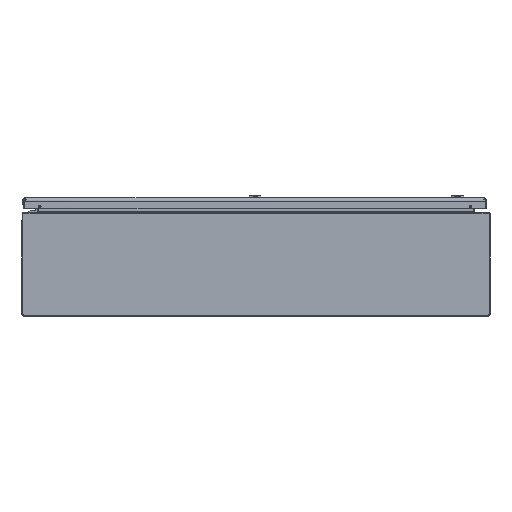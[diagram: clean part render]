
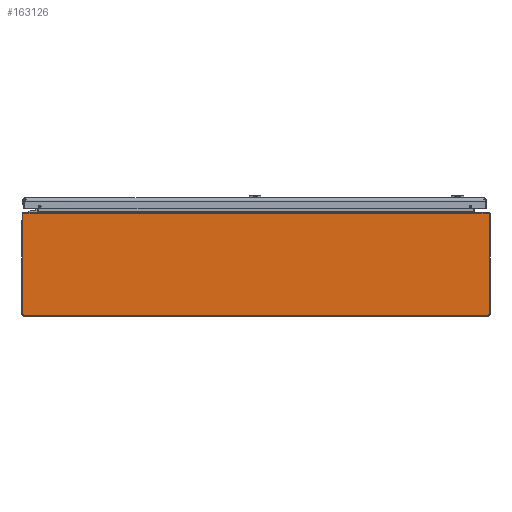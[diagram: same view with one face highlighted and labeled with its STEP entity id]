
A CAD part, front view. The second image highlights one B-rep face of the part: STEP entity #163126.
In plain terms, the highlighted planar face has unit normal (0, -1, 0).
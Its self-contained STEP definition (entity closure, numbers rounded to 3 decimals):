
#849 = VERTEX_POINT ( 'NONE', #3875 ) ;
#1693 = VERTEX_POINT ( 'NONE', #163884 ) ;
#3875 = CARTESIAN_POINT ( 'NONE',  ( 16.823, -24., 3.937 ) ) ;
#4558 = DIRECTION ( 'NONE',  ( 0., 1., 0. ) ) ;
#4665 = CARTESIAN_POINT ( 'NONE',  ( -16.798, -24., 3.883 ) ) ;
#6679 = CARTESIAN_POINT ( 'NONE',  ( -17.937, -24., -3.857 ) ) ;
#9375 = ORIENTED_EDGE ( 'NONE', *, *, #51407, .T. ) ;
#11409 = DIRECTION ( 'NONE',  ( -0.174, 0., -0.985 ) ) ;
#13277 = VERTEX_POINT ( 'NONE', #43608 ) ;
#14523 = ORIENTED_EDGE ( 'NONE', *, *, #125707, .F. ) ;
#15263 = EDGE_CURVE ( 'NONE', #116208, #13277, #190162, .T. ) ;
#16821 = DIRECTION ( 'NONE',  ( 0., 0., -1. ) ) ;
#17821 = VECTOR ( 'NONE', #76052, 39.37 ) ;
#18180 = EDGE_CURVE ( 'NONE', #149217, #64508, #112550, .T. ) ;
#18207 = DIRECTION ( 'NONE',  ( 0., 0., -1. ) ) ;
#19954 = CARTESIAN_POINT ( 'NONE',  ( 0., -24., 3.883 ) ) ;
#20167 = CARTESIAN_POINT ( 'NONE',  ( 17.937, -24., 0. ) ) ;
#21101 = CARTESIAN_POINT ( 'NONE',  ( 16.798, -24., 3.883 ) ) ;
#21912 = AXIS2_PLACEMENT_3D ( 'NONE', #192680, #72507, #16821 ) ;
#26428 = VECTOR ( 'NONE', #18207, 39.37 ) ;
#26785 = EDGE_CURVE ( 'NONE', #152214, #106156, #49972, .T. ) ;
#28101 = AXIS2_PLACEMENT_3D ( 'NONE', #49847, #126305, #185908 ) ;
#28793 = AXIS2_PLACEMENT_3D ( 'NONE', #85968, #149455, #118671 ) ;
#32172 = ORIENTED_EDGE ( 'NONE', *, *, #90026, .F. ) ;
#35089 = LINE ( 'NONE', #97642, #167055 ) ;
#36281 = DIRECTION ( 'NONE',  ( 0., 0., -1. ) ) ;
#36895 = AXIS2_PLACEMENT_3D ( 'NONE', #82010, #4558, #36281 ) ;
#37267 = ORIENTED_EDGE ( 'NONE', *, *, #67787, .F. ) ;
#39030 = CARTESIAN_POINT ( 'NONE',  ( 16.806, -24., 3.883 ) ) ;
#39155 = LINE ( 'NONE', #70909, #154050 ) ;
#43452 = VERTEX_POINT ( 'NONE', #131542 ) ;
#43608 = CARTESIAN_POINT ( 'NONE',  ( -17.857, -24., -3.937 ) ) ;
#45541 = ORIENTED_EDGE ( 'NONE', *, *, #15263, .F. ) ;
#46100 = VERTEX_POINT ( 'NONE', #181058 ) ;
#49847 = CARTESIAN_POINT ( 'NONE',  ( 0., -24., 0. ) ) ;
#49972 = LINE ( 'NONE', #20167, #26428 ) ;
#50613 = DIRECTION ( 'NONE',  ( 1., 0., 0. ) ) ;
#51407 = EDGE_CURVE ( 'NONE', #849, #149217, #55116, .T. ) ;
#55010 = DIRECTION ( 'NONE',  ( 1., 0., 0. ) ) ;
#55116 = LINE ( 'NONE', #162373, #63502 ) ;
#57996 = ORIENTED_EDGE ( 'NONE', *, *, #18180, .T. ) ;
#59027 = VECTOR ( 'NONE', #131353, 39.37 ) ;
#61201 = VERTEX_POINT ( 'NONE', #111721 ) ;
#61543 = CARTESIAN_POINT ( 'NONE',  ( 17.937, -24., 3.857 ) ) ;
#63502 = VECTOR ( 'NONE', #11409, 39.37 ) ;
#64508 = VERTEX_POINT ( 'NONE', #21101 ) ;
#65403 = ORIENTED_EDGE ( 'NONE', *, *, #75224, .T. ) ;
#66914 = CIRCLE ( 'NONE', #28793, 0.08 ) ;
#67787 = EDGE_CURVE ( 'NONE', #61201, #152214, #116482, .T. ) ;
#69065 = ORIENTED_EDGE ( 'NONE', *, *, #118462, .F. ) ;
#70909 = CARTESIAN_POINT ( 'NONE',  ( 0., -24., 3.937 ) ) ;
#72507 = DIRECTION ( 'NONE',  ( 0., 1., 0. ) ) ;
#73099 = LINE ( 'NONE', #104866, #17821 ) ;
#74912 = CIRCLE ( 'NONE', #36895, 0.08 ) ;
#75224 = EDGE_CURVE ( 'NONE', #64508, #156069, #81536, .T. ) ;
#76052 = DIRECTION ( 'NONE',  ( 0.174, 0., -0.985 ) ) ;
#81536 = LINE ( 'NONE', #19954, #133481 ) ;
#82010 = CARTESIAN_POINT ( 'NONE',  ( -17.857, -24., 3.857 ) ) ;
#85733 = VERTEX_POINT ( 'NONE', #134940 ) ;
#85968 = CARTESIAN_POINT ( 'NONE',  ( 17.857, -24., -3.857 ) ) ;
#87442 = ORIENTED_EDGE ( 'NONE', *, *, #126047, .F. ) ;
#88517 = CIRCLE ( 'NONE', #21912, 0.08 ) ;
#90026 = EDGE_CURVE ( 'NONE', #46100, #1693, #74912, .T. ) ;
#90451 = EDGE_CURVE ( 'NONE', #121262, #46100, #35089, .T. ) ;
#92747 = VECTOR ( 'NONE', #50613, 39.37 ) ;
#93376 = LINE ( 'NONE', #152950, #92747 ) ;
#94263 = AXIS2_PLACEMENT_3D ( 'NONE', #94441, #96382, #170881 ) ;
#94441 = CARTESIAN_POINT ( 'NONE',  ( 17.857, -24., 3.857 ) ) ;
#96382 = DIRECTION ( 'NONE',  ( 0., 1., 0. ) ) ;
#97642 = CARTESIAN_POINT ( 'NONE',  ( -17.937, -24., 0. ) ) ;
#102785 = ORIENTED_EDGE ( 'NONE', *, *, #26785, .F. ) ;
#104866 = CARTESIAN_POINT ( 'NONE',  ( -16.818, -24., 3.91 ) ) ;
#106156 = VERTEX_POINT ( 'NONE', #148119 ) ;
#111721 = CARTESIAN_POINT ( 'NONE',  ( 17.857, -24., 3.937 ) ) ;
#112550 = LINE ( 'NONE', #39030, #59027 ) ;
#113492 = DIRECTION ( 'NONE',  ( 0., 0., 1. ) ) ;
#114335 = FACE_OUTER_BOUND ( 'NONE', #149017, .T. ) ;
#116208 = VERTEX_POINT ( 'NONE', #116287 ) ;
#116287 = CARTESIAN_POINT ( 'NONE',  ( 17.857, -24., -3.937 ) ) ;
#116482 = CIRCLE ( 'NONE', #94263, 0.08 ) ;
#118237 = EDGE_CURVE ( 'NONE', #43452, #85733, #73099, .T. ) ;
#118462 = EDGE_CURVE ( 'NONE', #1693, #43452, #39155, .T. ) ;
#118671 = DIRECTION ( 'NONE',  ( 0., 0., -1. ) ) ;
#119392 = CARTESIAN_POINT ( 'NONE',  ( 0., -24., 3.937 ) ) ;
#121262 = VERTEX_POINT ( 'NONE', #6679 ) ;
#122133 = VECTOR ( 'NONE', #159390, 39.37 ) ;
#125707 = EDGE_CURVE ( 'NONE', #849, #61201, #149185, .T. ) ;
#126047 = EDGE_CURVE ( 'NONE', #13277, #121262, #88517, .T. ) ;
#126212 = DIRECTION ( 'NONE',  ( -1., 0., 0. ) ) ;
#126305 = DIRECTION ( 'NONE',  ( 0., -1., 0. ) ) ;
#128945 = ORIENTED_EDGE ( 'NONE', *, *, #191984, .F. ) ;
#131353 = DIRECTION ( 'NONE',  ( -1., 0., 0. ) ) ;
#131542 = CARTESIAN_POINT ( 'NONE',  ( -16.823, -24., 3.937 ) ) ;
#133481 = VECTOR ( 'NONE', #126212, 39.37 ) ;
#134940 = CARTESIAN_POINT ( 'NONE',  ( -16.814, -24., 3.883 ) ) ;
#135253 = DIRECTION ( 'NONE',  ( 1., 0., 0. ) ) ;
#135913 = ORIENTED_EDGE ( 'NONE', *, *, #183193, .F. ) ;
#136032 = VECTOR ( 'NONE', #135253, 39.37 ) ;
#140234 = PLANE ( 'NONE',  #28101 ) ;
#148119 = CARTESIAN_POINT ( 'NONE',  ( 17.937, -24., -3.857 ) ) ;
#149017 = EDGE_LOOP ( 'NONE', ( #69065, #32172, #174376, #87442, #45541, #135913, #102785, #37267, #14523, #9375, #57996, #65403, #128945, #192665 ) ) ;
#149185 = LINE ( 'NONE', #119392, #136032 ) ;
#149217 = VERTEX_POINT ( 'NONE', #176010 ) ;
#149455 = DIRECTION ( 'NONE',  ( 0., 1., 0. ) ) ;
#152214 = VERTEX_POINT ( 'NONE', #61543 ) ;
#152950 = CARTESIAN_POINT ( 'NONE',  ( -16.806, -24., 3.883 ) ) ;
#154050 = VECTOR ( 'NONE', #55010, 39.37 ) ;
#156069 = VERTEX_POINT ( 'NONE', #4665 ) ;
#159390 = DIRECTION ( 'NONE',  ( -1., 0., 0. ) ) ;
#162373 = CARTESIAN_POINT ( 'NONE',  ( 16.818, -24., 3.91 ) ) ;
#163126 = ADVANCED_FACE ( 'NONE', ( #114335 ), #140234, .T. ) ;
#163884 = CARTESIAN_POINT ( 'NONE',  ( -17.857, -24., 3.937 ) ) ;
#167055 = VECTOR ( 'NONE', #113492, 39.37 ) ;
#170881 = DIRECTION ( 'NONE',  ( 0., 0., -1. ) ) ;
#174376 = ORIENTED_EDGE ( 'NONE', *, *, #90451, .F. ) ;
#176010 = CARTESIAN_POINT ( 'NONE',  ( 16.814, -24., 3.883 ) ) ;
#177221 = CARTESIAN_POINT ( 'NONE',  ( 0., -24., -3.937 ) ) ;
#181058 = CARTESIAN_POINT ( 'NONE',  ( -17.937, -24., 3.857 ) ) ;
#183193 = EDGE_CURVE ( 'NONE', #106156, #116208, #66914, .T. ) ;
#185908 = DIRECTION ( 'NONE',  ( 0., 0., -1. ) ) ;
#190162 = LINE ( 'NONE', #177221, #122133 ) ;
#191984 = EDGE_CURVE ( 'NONE', #85733, #156069, #93376, .T. ) ;
#192665 = ORIENTED_EDGE ( 'NONE', *, *, #118237, .F. ) ;
#192680 = CARTESIAN_POINT ( 'NONE',  ( -17.857, -24., -3.857 ) ) ;
